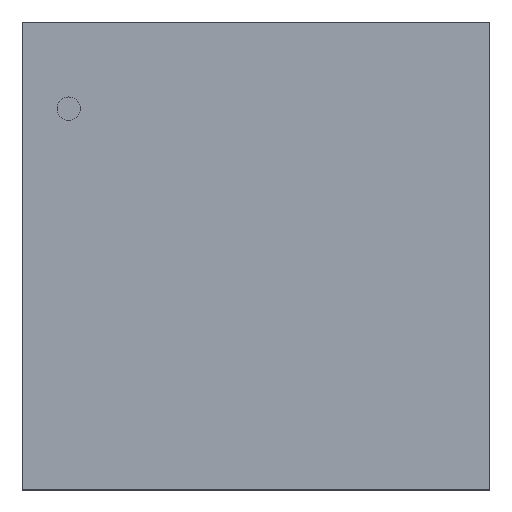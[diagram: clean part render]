
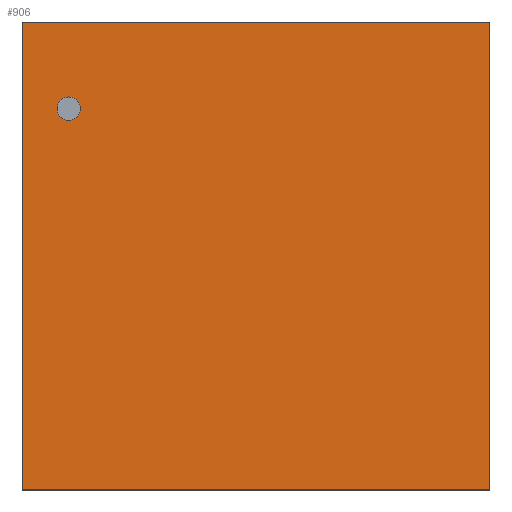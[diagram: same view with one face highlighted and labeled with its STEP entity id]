
A CAD part, top view. The second image highlights one B-rep face of the part: STEP entity #906.
In plain terms, the highlighted planar face has unit normal (0, 0, 1).
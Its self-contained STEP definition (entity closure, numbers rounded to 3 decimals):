
#49 = EDGE_CURVE ( 'NONE', #1137, #461, #690, .T. ) ;
#70 = VECTOR ( 'NONE', #1331, 1000. ) ;
#81 = ORIENTED_EDGE ( 'NONE', *, *, #1195, .F. ) ;
#117 = EDGE_CURVE ( 'NONE', #461, #1350, #1660, .T. ) ;
#143 = CARTESIAN_POINT ( 'NONE',  ( -1.549, -1.549, 0.813 ) ) ;
#275 = AXIS2_PLACEMENT_3D ( 'NONE', #143, #999, #423 ) ;
#307 = VECTOR ( 'NONE', #1448, 1000. ) ;
#321 = CARTESIAN_POINT ( 'NONE',  ( 1.549, -1.549, 0.813 ) ) ;
#382 = ORIENTED_EDGE ( 'NONE', *, *, #1688, .F. ) ;
#423 = DIRECTION ( 'NONE',  ( 1., 0., 0. ) ) ;
#435 = LINE ( 'NONE', #321, #2004 ) ;
#451 = ORIENTED_EDGE ( 'NONE', *, *, #49, .F. ) ;
#456 = VECTOR ( 'NONE', #1666, 1000. ) ;
#461 = VERTEX_POINT ( 'NONE', #963 ) ;
#643 = DIRECTION ( 'NONE',  ( 0., -1., 0. ) ) ;
#683 = VERTEX_POINT ( 'NONE', #1665 ) ;
#690 = LINE ( 'NONE', #1967, #456 ) ;
#906 = ADVANCED_FACE ( 'NONE', ( #2011 ), #1868, .T. ) ;
#963 = CARTESIAN_POINT ( 'NONE',  ( -1.549, -1.549, 0.813 ) ) ;
#972 = CARTESIAN_POINT ( 'NONE',  ( 1.549, -1.549, 0.813 ) ) ;
#999 = DIRECTION ( 'NONE',  ( 0., 0., 1. ) ) ;
#1137 = VERTEX_POINT ( 'NONE', #972 ) ;
#1174 = CARTESIAN_POINT ( 'NONE',  ( -1.549, 1.549, 0.813 ) ) ;
#1195 = EDGE_CURVE ( 'NONE', #1350, #683, #1587, .T. ) ;
#1274 = ORIENTED_EDGE ( 'NONE', *, *, #117, .F. ) ;
#1331 = DIRECTION ( 'NONE',  ( 0., 1., 0. ) ) ;
#1350 = VERTEX_POINT ( 'NONE', #2022 ) ;
#1448 = DIRECTION ( 'NONE',  ( 1., 0., 0. ) ) ;
#1498 = EDGE_LOOP ( 'NONE', ( #81, #1274, #451, #382 ) ) ;
#1587 = LINE ( 'NONE', #1907, #307 ) ;
#1660 = LINE ( 'NONE', #1174, #70 ) ;
#1665 = CARTESIAN_POINT ( 'NONE',  ( 1.549, 1.549, 0.813 ) ) ;
#1666 = DIRECTION ( 'NONE',  ( -1., 0., 0. ) ) ;
#1688 = EDGE_CURVE ( 'NONE', #683, #1137, #435, .T. ) ;
#1868 = PLANE ( 'NONE',  #275 ) ;
#1907 = CARTESIAN_POINT ( 'NONE',  ( 1.549, 1.549, 0.813 ) ) ;
#1967 = CARTESIAN_POINT ( 'NONE',  ( -1.549, -1.549, 0.813 ) ) ;
#2004 = VECTOR ( 'NONE', #643, 1000. ) ;
#2011 = FACE_OUTER_BOUND ( 'NONE', #1498, .T. ) ;
#2022 = CARTESIAN_POINT ( 'NONE',  ( -1.549, 1.549, 0.813 ) ) ;
